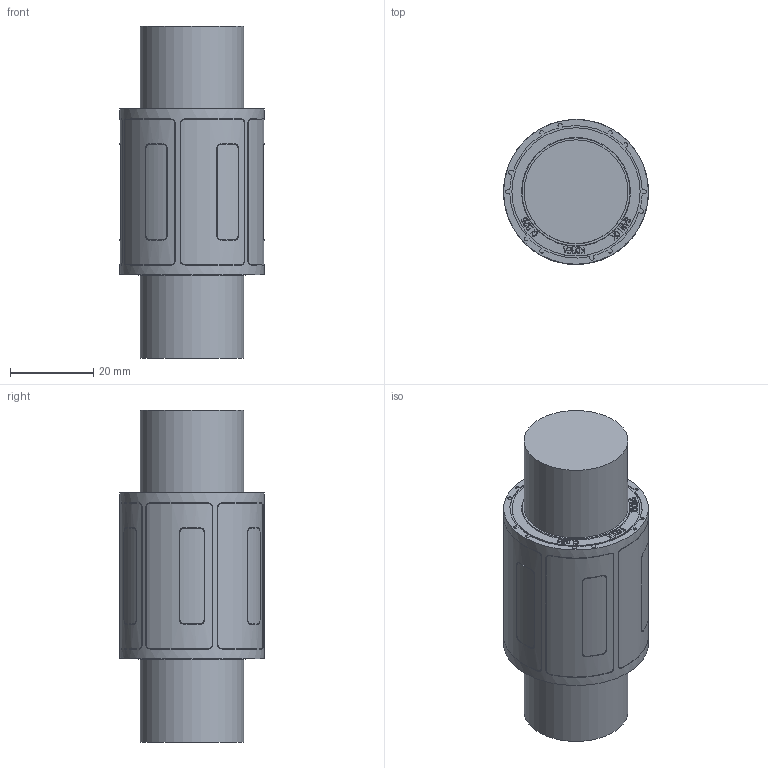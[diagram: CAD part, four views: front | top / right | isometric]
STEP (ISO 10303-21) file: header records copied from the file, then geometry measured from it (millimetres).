
FILE_DESCRIPTION((''),'2;1');
FILE_NAME('CLB 25 UU.stp','2013-02-18T09:28:16',('user2'),(''),'Autodesk Inventor 2012','Autodesk Inventor 2012','');
FILE_SCHEMA(('AUTOMOTIVE_DESIGN { 1 0 10303 214 1 1 1 1 }'));
Length unit declared in the file: millimetre
Products named in the file (1): CLB 25 UU
Bounding box: 34.9 x 34.9 x 80 mm (x, y, z)
Volume: 57480.8 mm3; surface area: 16453.6 mm2
Topology: 1 solids, 1 shells, 1141 faces, 3196 edges, 2132 vertices
Faces by surface type: bspline 604, plane 374, cylinder 161, cone 2
Full cylindrical faces by diameter (mm): 25 x2, 30.9 x2, 34.9 x1
Entity records: 38602 total; most frequent: CARTESIAN_POINT 13354, ORIENTED_EDGE 6364, DIRECTION 3208, EDGE_CURVE 3182, VERTEX_POINT 2126, VECTOR 1624, LINE 1624, EDGE_LOOP 1224
